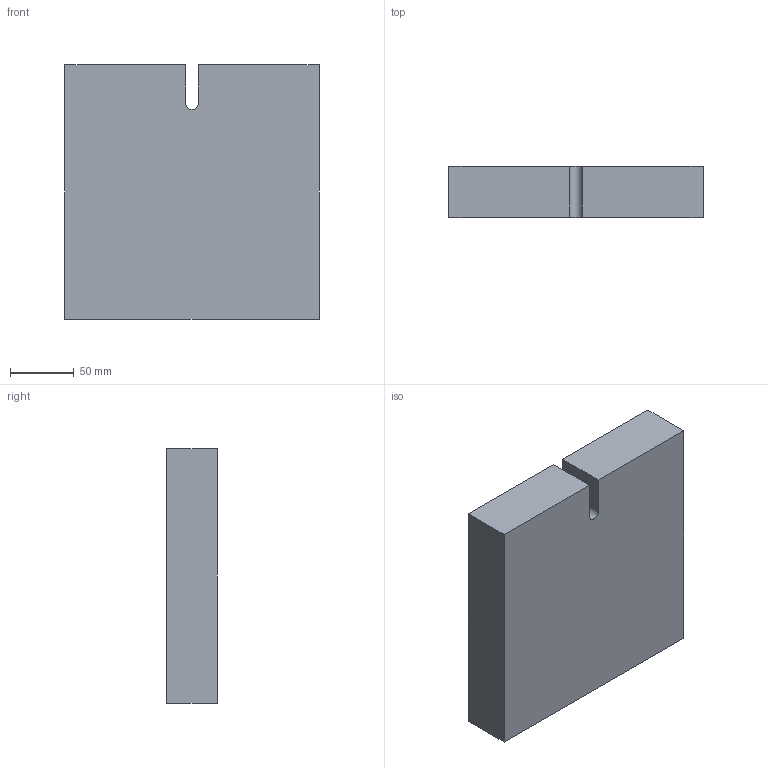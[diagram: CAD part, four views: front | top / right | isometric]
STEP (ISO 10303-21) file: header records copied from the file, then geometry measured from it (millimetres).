
FILE_DESCRIPTION (( 'STEP AP214' ), '1' );
FILE_NAME ('VM-001.STEP', '2025-11-13T06:36:38', ( '' ), ( '' ), 'SwSTEP 2.0', 'SolidWorks 2025', '' );
FILE_SCHEMA (( 'AUTOMOTIVE_DESIGN' ));
Length unit declared in the file: millimetre
Products named in the file (1): VM-001
Bounding box: 200 x 40 x 200 mm (x, y, z)
Volume: 1487335.5 mm3; surface area: 132908.9 mm2
Topology: 1 solids, 1 shells, 123 faces, 312 edges, 208 vertices
Faces by surface type: cylinder 60, plane 51, bspline 12
Entity records: 4121 total; most frequent: CARTESIAN_POINT 1092, DIRECTION 632, ORIENTED_EDGE 624, EDGE_CURVE 312, AXIS2_PLACEMENT_3D 232, VERTEX_POINT 208, LINE 168, VECTOR 168
